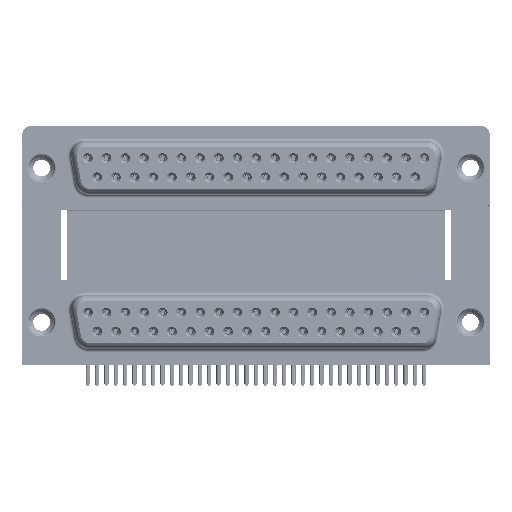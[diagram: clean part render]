
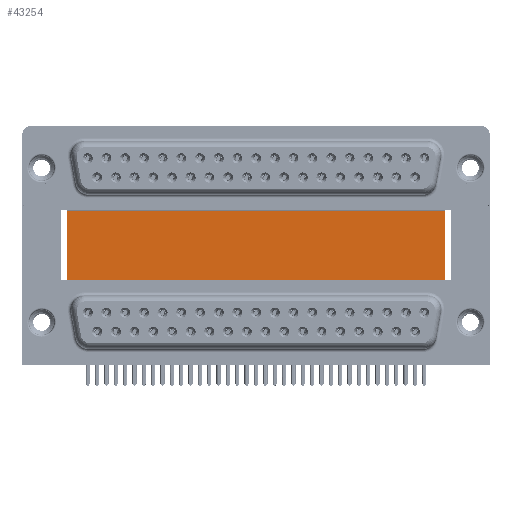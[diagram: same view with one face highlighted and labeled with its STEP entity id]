
A CAD part, top view. The second image highlights one B-rep face of the part: STEP entity #43254.
In plain terms, the highlighted planar face has unit normal (0, 0, 1).
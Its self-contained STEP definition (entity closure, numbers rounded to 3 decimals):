
#883 = DIRECTION ( 'NONE',  ( 1., 0., 0. ) ) ;
#1455 = VERTEX_POINT ( 'NONE', #52934 ) ;
#2443 = DIRECTION ( 'NONE',  ( 0., -1., 0. ) ) ;
#4969 = VECTOR ( 'NONE', #2443, 1000. ) ;
#5950 = CARTESIAN_POINT ( 'NONE',  ( 3.79, -3.735, -12. ) ) ;
#7758 = DIRECTION ( 'NONE',  ( -1., 0., 0. ) ) ;
#11189 = ORIENTED_EDGE ( 'NONE', *, *, #70062, .F. ) ;
#11817 = LINE ( 'NONE', #24249, #68544 ) ;
#15297 = LINE ( 'NONE', #50280, #4969 ) ;
#18323 = CARTESIAN_POINT ( 'NONE',  ( 59.71, -3.735, -12. ) ) ;
#22442 = EDGE_CURVE ( 'NONE', #48217, #62621, #15297, .T. ) ;
#24249 = CARTESIAN_POINT ( 'NONE',  ( 3.79, 16.585, -12. ) ) ;
#24754 = EDGE_LOOP ( 'NONE', ( #52506, #11189, #32232, #25077 ) ) ;
#25077 = ORIENTED_EDGE ( 'NONE', *, *, #22442, .T. ) ;
#29389 = DIRECTION ( 'NONE',  ( 0., -1., 0. ) ) ;
#29670 = DIRECTION ( 'NONE',  ( 1., 0., 0. ) ) ;
#29928 = PLANE ( 'NONE',  #60525 ) ;
#32232 = ORIENTED_EDGE ( 'NONE', *, *, #33646, .F. ) ;
#33646 = EDGE_CURVE ( 'NONE', #48217, #1455, #11817, .T. ) ;
#36043 = EDGE_CURVE ( 'NONE', #62621, #68491, #59230, .T. ) ;
#43254 = ADVANCED_FACE ( 'NONE', ( #71207 ), #29928, .F. ) ;
#46863 = CARTESIAN_POINT ( 'NONE',  ( 3.79, 16.585, -12. ) ) ;
#47829 = DIRECTION ( 'NONE',  ( 0., 0., -1. ) ) ;
#48217 = VERTEX_POINT ( 'NONE', #46863 ) ;
#50280 = CARTESIAN_POINT ( 'NONE',  ( 3.79, 16.585, -12. ) ) ;
#52506 = ORIENTED_EDGE ( 'NONE', *, *, #36043, .T. ) ;
#52934 = CARTESIAN_POINT ( 'NONE',  ( 59.71, 16.585, -12. ) ) ;
#53077 = VECTOR ( 'NONE', #29389, 1000. ) ;
#53674 = CARTESIAN_POINT ( 'NONE',  ( 3.79, 16.585, -12. ) ) ;
#59230 = LINE ( 'NONE', #5950, #62530 ) ;
#60525 = AXIS2_PLACEMENT_3D ( 'NONE', #53674, #47829, #7758 ) ;
#62530 = VECTOR ( 'NONE', #29670, 1000. ) ;
#62621 = VERTEX_POINT ( 'NONE', #65772 ) ;
#65772 = CARTESIAN_POINT ( 'NONE',  ( 3.79, -3.735, -12. ) ) ;
#68491 = VERTEX_POINT ( 'NONE', #18323 ) ;
#68544 = VECTOR ( 'NONE', #883, 1000. ) ;
#70062 = EDGE_CURVE ( 'NONE', #1455, #68491, #70277, .T. ) ;
#70277 = LINE ( 'NONE', #76864, #53077 ) ;
#71207 = FACE_OUTER_BOUND ( 'NONE', #24754, .T. ) ;
#76864 = CARTESIAN_POINT ( 'NONE',  ( 59.71, 16.585, -12. ) ) ;
